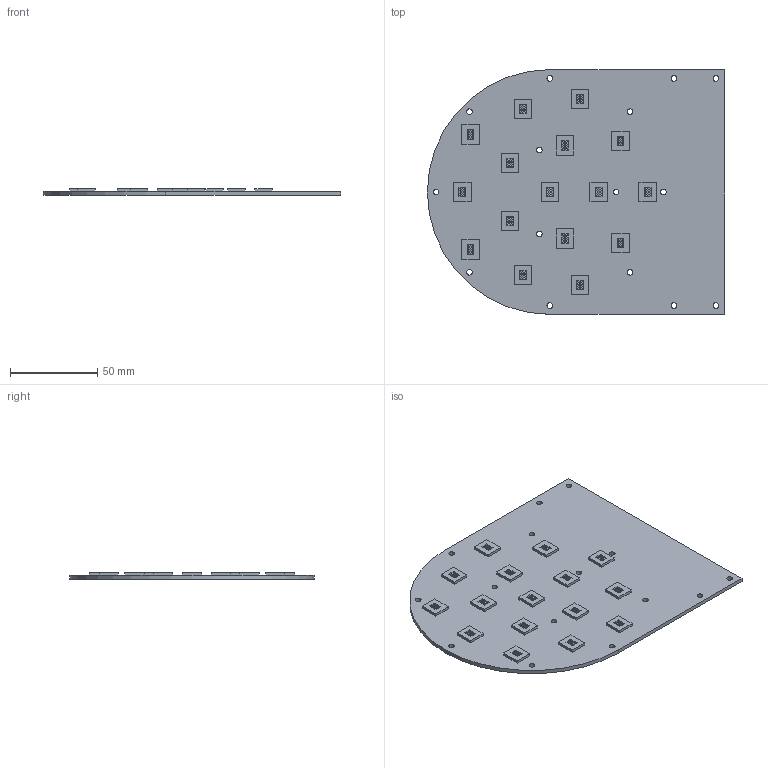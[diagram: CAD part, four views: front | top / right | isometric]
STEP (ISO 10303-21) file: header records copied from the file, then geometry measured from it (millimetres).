
FILE_DESCRIPTION(('KiCad electronic assembly'),'2;1');
FILE_NAME('uven2-sbm-120-uv-copper-base-16-leds.step', '2023-04-29T12:47:52',('Pcbnew'),('Kicad'), 'Open CASCADE STEP processor 7.5','KiCad to STEP converter','Unknown' );
FILE_SCHEMA(('AUTOMOTIVE_DESIGN { 1 0 10303 214 1 1 1 1 }'));
Length unit declared in the file: millimetre
Products named in the file (4): uven2-sbm-120-uv-copper-base-16-leds 1; sbm-120-uv; SOLID; uven2-sbm-120-uv-copper-base-16-leds PCB
Assembly tree (18 placements, depth 3):
  uven2-sbm-120-uv-copper-base-16-leds 1
    sbm-120-uv  x16
      SOLID
    uven2-sbm-120-uv-copper-base-16-leds PCB
Bounding box: 170 x 140 x 3.88 mm (x, y, z)
Volume: 51143.5 mm3; surface area: 49625.4 mm2
Topology: 17 solids, 17 shells, 1317 faces, 3129 edges, 2086 vertices
Faces by surface type: plane 1109, cylinder 208
Full cylindrical faces by diameter (mm): 0.2 x192, 3.2 x15
Entity records: 6630 total; most frequent: CARTESIAN_POINT 1298, DIRECTION 1001, LINE 635, VECTOR 635, ORIENTED_EDGE 498, PCURVE 498, DEFINITIONAL_REPRESENTATION 498, EDGE_CURVE 249
